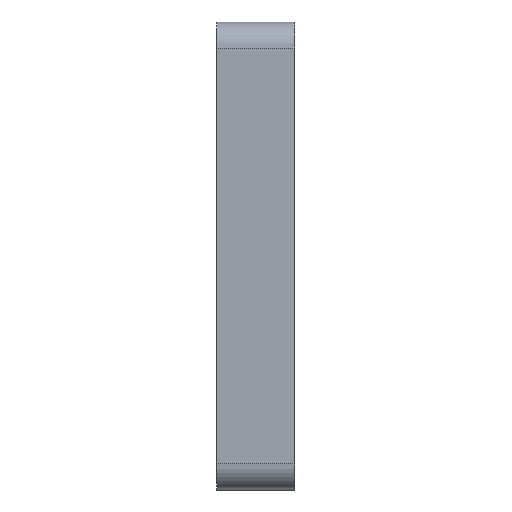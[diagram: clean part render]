
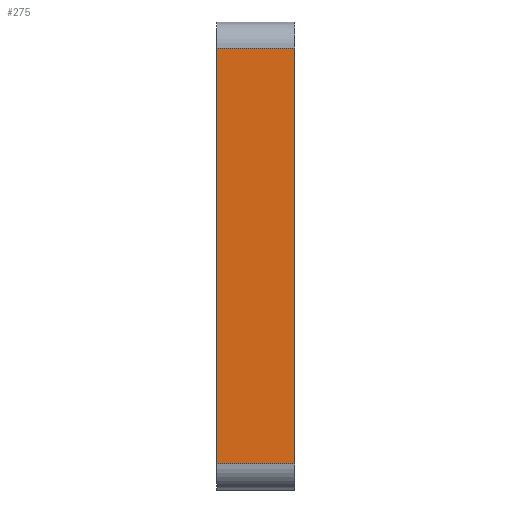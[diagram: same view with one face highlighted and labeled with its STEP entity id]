
A CAD part, left-side view. The second image highlights one B-rep face of the part: STEP entity #275.
In plain terms, the highlighted planar face has unit normal (-1, 0, 0).
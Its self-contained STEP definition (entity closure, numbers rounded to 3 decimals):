
#183 = LINE ( 'NONE', #3817, #3326 ) ;
#191 = DIRECTION ( 'NONE',  ( 0., 0., 1. ) ) ;
#194 = LINE ( 'NONE', #3936, #3880 ) ;
#275 = ADVANCED_FACE ( 'NONE', ( #1943 ), #1276, .F. ) ;
#528 = VECTOR ( 'NONE', #3062, 1000. ) ;
#740 = DIRECTION ( 'NONE',  ( 0., -1., 0. ) ) ;
#750 = ORIENTED_EDGE ( 'NONE', *, *, #3369, .F. ) ;
#924 = DIRECTION ( 'NONE',  ( 0., 0., 1. ) ) ;
#1276 = PLANE ( 'NONE',  #3645 ) ;
#1351 = EDGE_CURVE ( 'NONE', #4581, #2286, #1589, .T. ) ;
#1428 = LINE ( 'NONE', #1622, #528 ) ;
#1572 = CARTESIAN_POINT ( 'NONE',  ( -57.5, 15., 5. ) ) ;
#1589 = LINE ( 'NONE', #4430, #1758 ) ;
#1622 = CARTESIAN_POINT ( 'NONE',  ( -57.5, 15., 85. ) ) ;
#1676 = EDGE_CURVE ( 'NONE', #2150, #2286, #1428, .T. ) ;
#1758 = VECTOR ( 'NONE', #191, 1000. ) ;
#1943 = FACE_OUTER_BOUND ( 'NONE', #4344, .T. ) ;
#1944 = EDGE_CURVE ( 'NONE', #3909, #4581, #194, .T. ) ;
#2000 = DIRECTION ( 'NONE',  ( 1., 0., 0. ) ) ;
#2150 = VERTEX_POINT ( 'NONE', #3639 ) ;
#2286 = VERTEX_POINT ( 'NONE', #2997 ) ;
#2384 = ORIENTED_EDGE ( 'NONE', *, *, #1944, .T. ) ;
#2676 = ORIENTED_EDGE ( 'NONE', *, *, #1676, .F. ) ;
#2796 = CARTESIAN_POINT ( 'NONE',  ( -57.5, 0., 5. ) ) ;
#2997 = CARTESIAN_POINT ( 'NONE',  ( -57.5, 0., 85. ) ) ;
#3062 = DIRECTION ( 'NONE',  ( 0., -1., 0. ) ) ;
#3128 = CARTESIAN_POINT ( 'NONE',  ( -57.5, 15., 5. ) ) ;
#3326 = VECTOR ( 'NONE', #924, 1000. ) ;
#3369 = EDGE_CURVE ( 'NONE', #3909, #2150, #183, .T. ) ;
#3639 = CARTESIAN_POINT ( 'NONE',  ( -57.5, 15., 85. ) ) ;
#3645 = AXIS2_PLACEMENT_3D ( 'NONE', #1572, #2000, #4070 ) ;
#3817 = CARTESIAN_POINT ( 'NONE',  ( -57.5, 15., 5. ) ) ;
#3880 = VECTOR ( 'NONE', #740, 1000. ) ;
#3909 = VERTEX_POINT ( 'NONE', #3128 ) ;
#3936 = CARTESIAN_POINT ( 'NONE',  ( -57.5, 15., 5. ) ) ;
#4070 = DIRECTION ( 'NONE',  ( 0., 0., -1. ) ) ;
#4344 = EDGE_LOOP ( 'NONE', ( #4615, #2676, #750, #2384 ) ) ;
#4430 = CARTESIAN_POINT ( 'NONE',  ( -57.5, 0., 5. ) ) ;
#4581 = VERTEX_POINT ( 'NONE', #2796 ) ;
#4615 = ORIENTED_EDGE ( 'NONE', *, *, #1351, .T. ) ;
